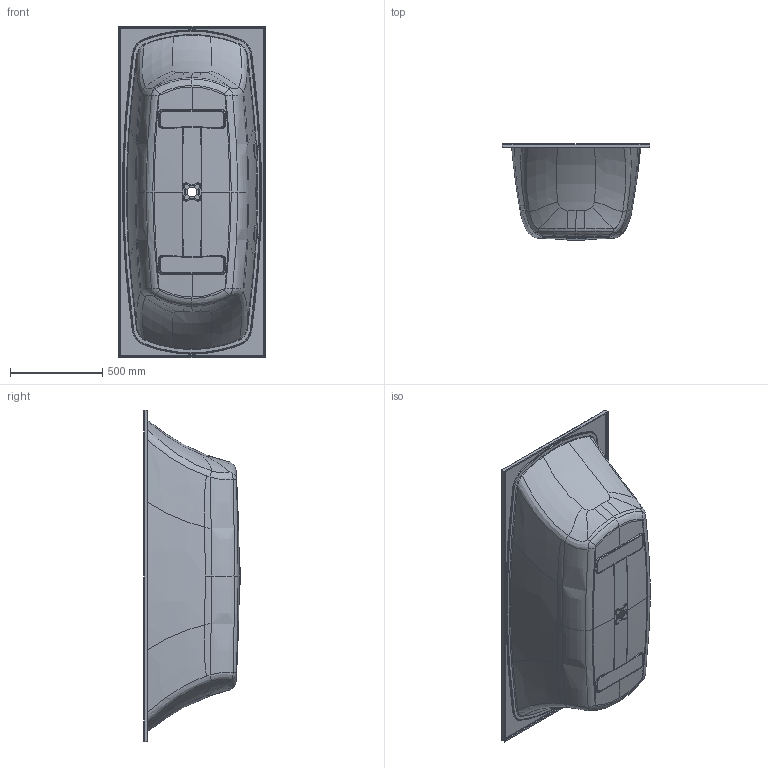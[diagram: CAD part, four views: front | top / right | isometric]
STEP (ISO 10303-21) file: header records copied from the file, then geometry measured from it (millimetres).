
FILE_DESCRIPTION((''),'2;1');
FILE_NAME('UBQ180MYA2V_MYART','2022-07-06T13:38:24',('hegemanc'),('Villeroy & Boch Wellness bv'),'CREO PARAMETRIC BY PTC INC, 2020454','CREO PARAMETRIC BY PTC INC, 2020454','');
FILE_SCHEMA(('CONFIG_CONTROL_DESIGN'));
Products named in the file (1): UBQ180MYA2V_MYART
Bounding box: 800 x 522.1 x 1800 mm (x, y, z)
Volume: 29856637.1 mm3; surface area: 5666340.9 mm2
Topology: 1 solids, 1 shells, 488 faces, 1182 edges, 699 vertices
Faces by surface type: bspline 318, cylinder 67, torus 56, plane 23, cone 12, sphere 12
Entity records: 51825 total; most frequent: CARTESIAN_POINT 43226, ORIENTED_EDGE 2362, EDGE_CURVE 1181, DIRECTION 861, B_SPLINE_CURVE_WITH_KNOTS 848, VERTEX_POINT 699, EDGE_LOOP 496, FACE_OUTER_BOUND 488
